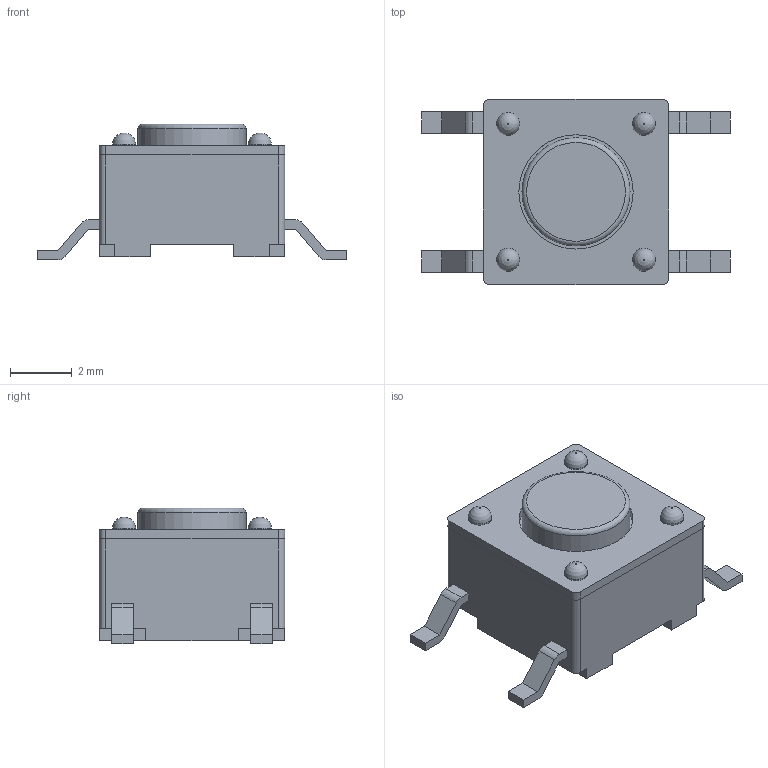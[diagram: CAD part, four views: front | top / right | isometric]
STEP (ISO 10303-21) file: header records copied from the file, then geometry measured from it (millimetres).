
FILE_DESCRIPTION(/* description */ ('model of SW_Push_1P1T_NO_E-Switch_TL3301NxxxxxG'),/* implementation_level */ '2;1');
FILE_NAME(/* name */ 'SW_Push_1P1T_NO_E-Switch_TL3301NxxxxxG.step',/* time_stamp */ '1970-01-01T00:00:00',/* author */ ('KiCAD','kicad'),/* organization */ ('OCCT'),/* preprocessor_version */ '',/* originating_system */ 'KiCAD',/* authorisation */ '');
FILE_SCHEMA(('AUTOMOTIVE_DESIGN { 1 0 10303 214 1 1 1 1 }'));
Length unit declared in the file: millimetre
Products named in the file (1): SW_Push_1P1T_NO_E-Switch_TL3301NxxxxxG
Bounding box: 10 x 6 x 4.4 mm (x, y, z)
Volume: 130.7 mm3; surface area: 195.4 mm2
Topology: 1 solids, 1 shells, 95 faces, 236 edges, 153 vertices
Faces by surface type: plane 68, cylinder 22, revolution 4, torus 1
Full cylindrical faces by diameter (mm): 0.75 x4, 3.5 x1, 3.7 x1
Entity records: 2001 total; most frequent: ORIENTED_EDGE 380, CARTESIAN_POINT 278, EDGE_CURVE 236, LINE 184, VERTEX_POINT 153, AXIS2_PLACEMENT_3D 130, FACE_BOUND 105, EDGE_LOOP 105
